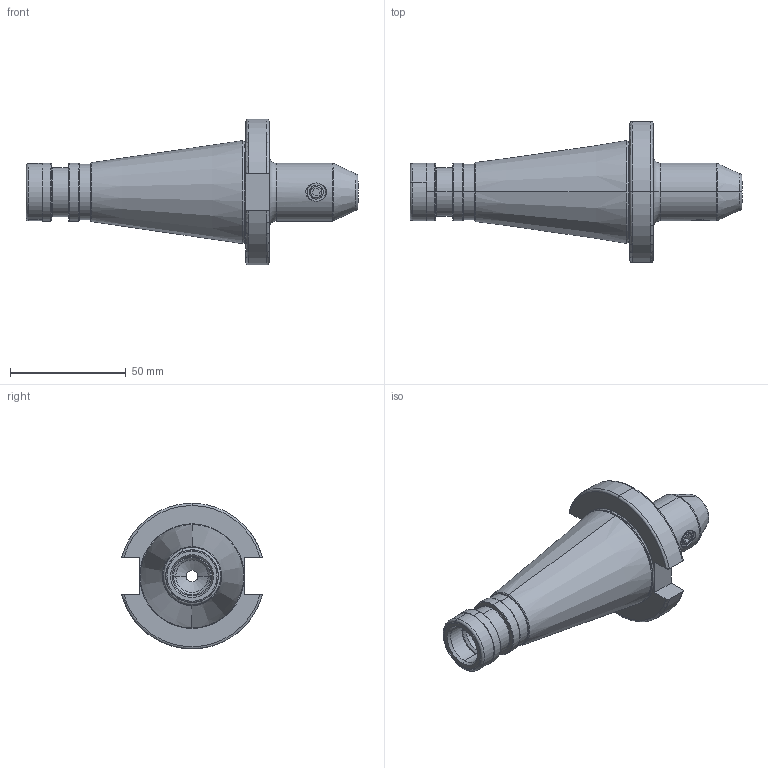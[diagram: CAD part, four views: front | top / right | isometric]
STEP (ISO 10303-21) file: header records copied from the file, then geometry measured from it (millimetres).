
FILE_DESCRIPTION (( 'STEP AP203' ), '1' );
FILE_NAME ('91402-WE106050.STEP', '2015-05-13T11:27:48', ( '' ), ( '' ), 'SwSTEP 2.0', 'SolidWorks 2009', '' );
FILE_SCHEMA (( 'CONFIG_CONTROL_DESIGN' ));
Length unit declared in the file: millimetre
Products named in the file (4): IS040EM06 050; M6X10_DIN 913 - M6 x 10-N; ISO40 CAP; 91402-WE106050
Assembly tree (3 placements, depth 2):
  91402-WE106050
    M6X10_DIN 913 - M6 x 10-N
    IS040EM06 050
    ISO40 CAP
Bounding box: 143.4 x 60.91 x 62.88 mm (x, y, z)
Volume: 114611 mm3; surface area: 24203.2 mm2
Topology: 3 solids, 3 shells, 129 faces, 277 edges, 164 vertices
Faces by surface type: cylinder 37, torus 36, plane 32, cone 24
Entity records: 4107 total; most frequent: CARTESIAN_POINT 792, DIRECTION 693, ORIENTED_EDGE 554, AXIS2_PLACEMENT_3D 297, EDGE_CURVE 277, VERTEX_POINT 164, CIRCLE 162, EDGE_LOOP 145
